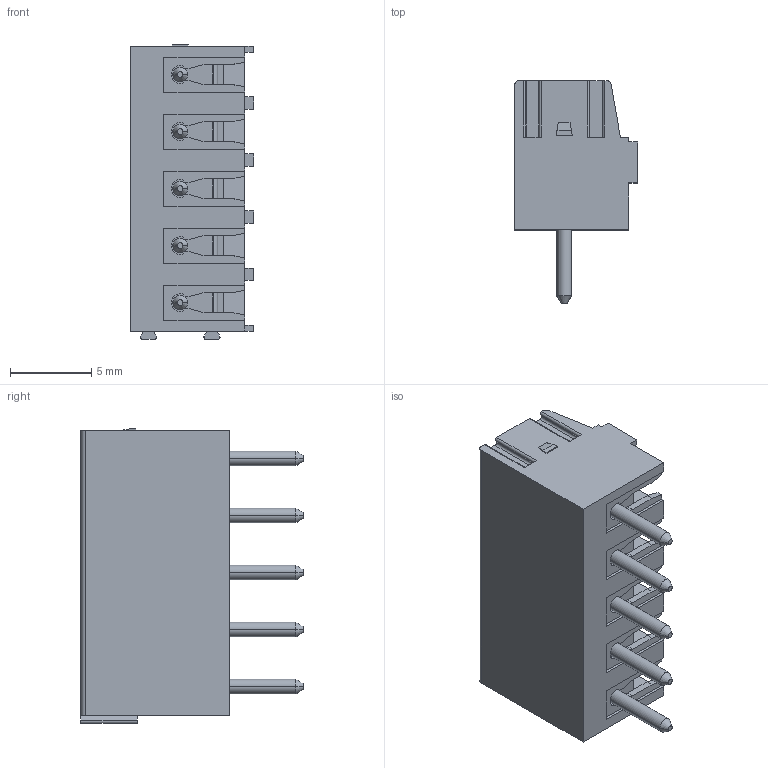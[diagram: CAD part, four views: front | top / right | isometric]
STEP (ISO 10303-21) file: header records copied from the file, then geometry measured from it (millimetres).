
FILE_DESCRIPTION((''),'2;1');
FILE_NAME('PRT0051','2024-09-25T',('yanfa'),(''),'PRO/ENGINEER BY PARAMETRIC TECHNOLOGY CORPORATION, 2009280','PRO/ENGINEER BY PARAMETRIC TECHNOLOGY CORPORATION, 2009280','');
FILE_SCHEMA(('AUTOMOTIVE_DESIGN_CC2 { 1 2 10303 214 -1 1 5 2 }'));
Length unit declared in the file: millimetre
Products named in the file (1): PRT0051
Bounding box: 7.55 x 13.65 x 18.08 mm (x, y, z)
Volume: 842.9 mm3; surface area: 1835 mm2
Topology: 1 solids, 1 shells, 496 faces, 1339 edges, 866 vertices
Faces by surface type: plane 337, cylinder 109, cone 30, torus 10, extrusion 10
Entity records: 15589 total; most frequent: CARTESIAN_POINT 2939, ORIENTED_EDGE 2678, DIRECTION 2559, EDGE_CURVE 1339, VECTOR 1051, LINE 1041, VERTEX_POINT 866, AXIS2_PLACEMENT_3D 754
